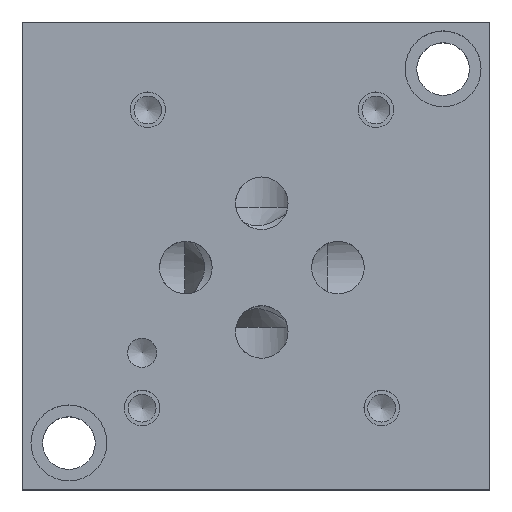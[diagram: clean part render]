
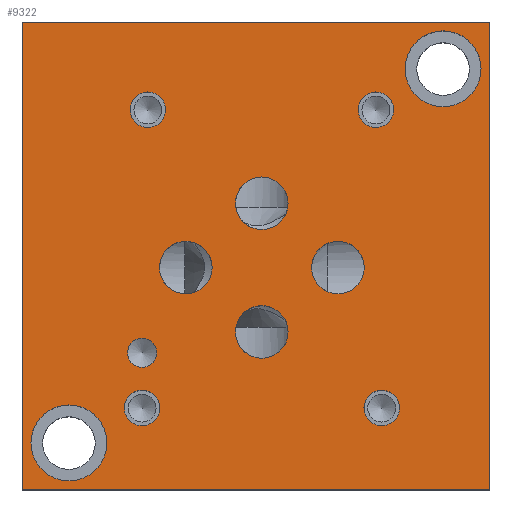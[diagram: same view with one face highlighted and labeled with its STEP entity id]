
A CAD part, top view. The second image highlights one B-rep face of the part: STEP entity #9322.
In plain terms, the highlighted planar face has unit normal (0, 0, 1).
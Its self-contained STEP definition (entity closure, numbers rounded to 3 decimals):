
#159=CIRCLE('',#9718,5.156);
#160=CIRCLE('',#9719,5.156);
#165=CIRCLE('',#9727,5.156);
#166=CIRCLE('',#9728,5.156);
#168=CIRCLE('',#9732,3.569);
#169=CIRCLE('',#9733,3.569);
#170=CIRCLE('',#9735,3.569);
#171=CIRCLE('',#9736,3.569);
#172=CIRCLE('',#9738,3.569);
#173=CIRCLE('',#9739,3.569);
#174=CIRCLE('',#9741,3.569);
#175=CIRCLE('',#9742,3.569);
#178=CIRCLE('',#9747,1.981);
#179=CIRCLE('',#9748,1.981);
#185=CIRCLE('',#9757,2.413);
#186=CIRCLE('',#9758,2.413);
#192=CIRCLE('',#9768,2.413);
#193=CIRCLE('',#9769,2.413);
#199=CIRCLE('',#9779,2.413);
#200=CIRCLE('',#9780,2.413);
#206=CIRCLE('',#9790,2.413);
#207=CIRCLE('',#9791,2.413);
#259=FACE_BOUND('',#1533,.T.);
#260=FACE_BOUND('',#1534,.T.);
#261=FACE_BOUND('',#1535,.T.);
#262=FACE_BOUND('',#1536,.T.);
#263=FACE_BOUND('',#1537,.T.);
#264=FACE_BOUND('',#1538,.T.);
#265=FACE_BOUND('',#1539,.T.);
#266=FACE_BOUND('',#1540,.T.);
#267=FACE_BOUND('',#1541,.T.);
#268=FACE_BOUND('',#1542,.T.);
#269=FACE_BOUND('',#1543,.T.);
#537=PLANE('',#9797);
#1009=FACE_OUTER_BOUND('',#1532,.T.);
#1532=EDGE_LOOP('',(#8295,#8296,#8297,#8298));
#1533=EDGE_LOOP('',(#8299,#8300));
#1534=EDGE_LOOP('',(#8301,#8302));
#1535=EDGE_LOOP('',(#8303,#8304));
#1536=EDGE_LOOP('',(#8305,#8306));
#1537=EDGE_LOOP('',(#8307,#8308));
#1538=EDGE_LOOP('',(#8309,#8310));
#1539=EDGE_LOOP('',(#8311,#8312));
#1540=EDGE_LOOP('',(#8313,#8314));
#1541=EDGE_LOOP('',(#8315,#8316));
#1542=EDGE_LOOP('',(#8317,#8318));
#1543=EDGE_LOOP('',(#8319,#8320));
#1630=LINE('',#12619,#2486);
#2281=LINE('',#15531,#3137);
#2341=LINE('',#15657,#3197);
#2402=LINE('',#16280,#3258);
#2486=VECTOR('',#9912,10.);
#3137=VECTOR('',#10989,10.);
#3197=VECTOR('',#11097,10.);
#3258=VECTOR('',#11572,10.);
#3689=VERTEX_POINT('',#12616);
#3690=VERTEX_POINT('',#12618);
#4250=VERTEX_POINT('',#15530);
#4292=VERTEX_POINT('',#15656);
#4388=VERTEX_POINT('',#16125);
#4389=VERTEX_POINT('',#16126);
#4394=VERTEX_POINT('',#16142);
#4395=VERTEX_POINT('',#16143);
#4397=VERTEX_POINT('',#16152);
#4398=VERTEX_POINT('',#16153);
#4399=VERTEX_POINT('',#16158);
#4400=VERTEX_POINT('',#16159);
#4401=VERTEX_POINT('',#16164);
#4402=VERTEX_POINT('',#16165);
#4403=VERTEX_POINT('',#16170);
#4404=VERTEX_POINT('',#16171);
#4408=VERTEX_POINT('',#16183);
#4409=VERTEX_POINT('',#16184);
#4416=VERTEX_POINT('',#16203);
#4417=VERTEX_POINT('',#16204);
#4424=VERTEX_POINT('',#16225);
#4425=VERTEX_POINT('',#16226);
#4432=VERTEX_POINT('',#16247);
#4433=VERTEX_POINT('',#16248);
#4440=VERTEX_POINT('',#16269);
#4441=VERTEX_POINT('',#16270);
#4627=EDGE_CURVE('',#3690,#3689,#1630,.T.);
#5466=EDGE_CURVE('',#4250,#3690,#2281,.T.);
#5528=EDGE_CURVE('',#4292,#4250,#2341,.T.);
#5664=EDGE_CURVE('',#4388,#4389,#159,.T.);
#5665=EDGE_CURVE('',#4389,#4388,#160,.T.);
#5672=EDGE_CURVE('',#4394,#4395,#165,.T.);
#5673=EDGE_CURVE('',#4395,#4394,#166,.T.);
#5677=EDGE_CURVE('',#4397,#4398,#168,.T.);
#5678=EDGE_CURVE('',#4398,#4397,#169,.T.);
#5680=EDGE_CURVE('',#4399,#4400,#170,.T.);
#5681=EDGE_CURVE('',#4400,#4399,#171,.T.);
#5683=EDGE_CURVE('',#4401,#4402,#172,.T.);
#5684=EDGE_CURVE('',#4402,#4401,#173,.T.);
#5686=EDGE_CURVE('',#4403,#4404,#174,.T.);
#5687=EDGE_CURVE('',#4404,#4403,#175,.T.);
#5692=EDGE_CURVE('',#4408,#4409,#178,.T.);
#5693=EDGE_CURVE('',#4409,#4408,#179,.T.);
#5701=EDGE_CURVE('',#4416,#4417,#185,.T.);
#5702=EDGE_CURVE('',#4417,#4416,#186,.T.);
#5711=EDGE_CURVE('',#4424,#4425,#192,.T.);
#5712=EDGE_CURVE('',#4425,#4424,#193,.T.);
#5721=EDGE_CURVE('',#4432,#4433,#199,.T.);
#5722=EDGE_CURVE('',#4433,#4432,#200,.T.);
#5731=EDGE_CURVE('',#4440,#4441,#206,.T.);
#5732=EDGE_CURVE('',#4441,#4440,#207,.T.);
#5736=EDGE_CURVE('',#3689,#4292,#2402,.T.);
#8295=ORIENTED_EDGE('',*,*,#4627,.T.);
#8296=ORIENTED_EDGE('',*,*,#5736,.T.);
#8297=ORIENTED_EDGE('',*,*,#5528,.T.);
#8298=ORIENTED_EDGE('',*,*,#5466,.T.);
#8299=ORIENTED_EDGE('',*,*,#5664,.T.);
#8300=ORIENTED_EDGE('',*,*,#5665,.T.);
#8301=ORIENTED_EDGE('',*,*,#5672,.T.);
#8302=ORIENTED_EDGE('',*,*,#5673,.T.);
#8303=ORIENTED_EDGE('',*,*,#5677,.T.);
#8304=ORIENTED_EDGE('',*,*,#5678,.T.);
#8305=ORIENTED_EDGE('',*,*,#5680,.T.);
#8306=ORIENTED_EDGE('',*,*,#5681,.T.);
#8307=ORIENTED_EDGE('',*,*,#5683,.T.);
#8308=ORIENTED_EDGE('',*,*,#5684,.T.);
#8309=ORIENTED_EDGE('',*,*,#5686,.T.);
#8310=ORIENTED_EDGE('',*,*,#5687,.T.);
#8311=ORIENTED_EDGE('',*,*,#5692,.T.);
#8312=ORIENTED_EDGE('',*,*,#5693,.T.);
#8313=ORIENTED_EDGE('',*,*,#5701,.T.);
#8314=ORIENTED_EDGE('',*,*,#5702,.T.);
#8315=ORIENTED_EDGE('',*,*,#5711,.T.);
#8316=ORIENTED_EDGE('',*,*,#5712,.T.);
#8317=ORIENTED_EDGE('',*,*,#5721,.T.);
#8318=ORIENTED_EDGE('',*,*,#5722,.T.);
#8319=ORIENTED_EDGE('',*,*,#5731,.T.);
#8320=ORIENTED_EDGE('',*,*,#5732,.T.);
#9322=ADVANCED_FACE('',(#1009,#259,#260,#261,#262,#263,#264,#265,#266,#267,
#268,#269),#537,.T.);
#9718=AXIS2_PLACEMENT_3D('',#16127,#11393,#11394);
#9719=AXIS2_PLACEMENT_3D('',#16128,#11395,#11396);
#9727=AXIS2_PLACEMENT_3D('',#16144,#11413,#11414);
#9728=AXIS2_PLACEMENT_3D('',#16145,#11415,#11416);
#9732=AXIS2_PLACEMENT_3D('',#16154,#11425,#11426);
#9733=AXIS2_PLACEMENT_3D('',#16155,#11427,#11428);
#9735=AXIS2_PLACEMENT_3D('',#16160,#11432,#11433);
#9736=AXIS2_PLACEMENT_3D('',#16161,#11434,#11435);
#9738=AXIS2_PLACEMENT_3D('',#16166,#11439,#11440);
#9739=AXIS2_PLACEMENT_3D('',#16167,#11441,#11442);
#9741=AXIS2_PLACEMENT_3D('',#16172,#11446,#11447);
#9742=AXIS2_PLACEMENT_3D('',#16173,#11448,#11449);
#9747=AXIS2_PLACEMENT_3D('',#16185,#11460,#11461);
#9748=AXIS2_PLACEMENT_3D('',#16186,#11462,#11463);
#9757=AXIS2_PLACEMENT_3D('',#16205,#11482,#11483);
#9758=AXIS2_PLACEMENT_3D('',#16206,#11484,#11485);
#9768=AXIS2_PLACEMENT_3D('',#16227,#11507,#11508);
#9769=AXIS2_PLACEMENT_3D('',#16228,#11509,#11510);
#9779=AXIS2_PLACEMENT_3D('',#16249,#11532,#11533);
#9780=AXIS2_PLACEMENT_3D('',#16250,#11534,#11535);
#9790=AXIS2_PLACEMENT_3D('',#16271,#11557,#11558);
#9791=AXIS2_PLACEMENT_3D('',#16272,#11559,#11560);
#9797=AXIS2_PLACEMENT_3D('',#16282,#11575,#11576);
#9912=DIRECTION('',(1.,0.,0.));
#10989=DIRECTION('',(0.,-1.,0.));
#11097=DIRECTION('',(-1.,0.,0.));
#11393=DIRECTION('center_axis',(0.,0.,-1.));
#11394=DIRECTION('ref_axis',(1.,0.,0.));
#11395=DIRECTION('center_axis',(0.,0.,-1.));
#11396=DIRECTION('ref_axis',(1.,0.,0.));
#11413=DIRECTION('center_axis',(0.,0.,-1.));
#11414=DIRECTION('ref_axis',(1.,0.,0.));
#11415=DIRECTION('center_axis',(0.,0.,-1.));
#11416=DIRECTION('ref_axis',(1.,0.,0.));
#11425=DIRECTION('center_axis',(0.,0.,-1.));
#11426=DIRECTION('ref_axis',(1.,0.,0.));
#11427=DIRECTION('center_axis',(0.,0.,-1.));
#11428=DIRECTION('ref_axis',(1.,0.,0.));
#11432=DIRECTION('center_axis',(0.,0.,-1.));
#11433=DIRECTION('ref_axis',(1.,0.,0.));
#11434=DIRECTION('center_axis',(0.,0.,-1.));
#11435=DIRECTION('ref_axis',(1.,0.,0.));
#11439=DIRECTION('center_axis',(0.,0.,-1.));
#11440=DIRECTION('ref_axis',(1.,0.,0.));
#11441=DIRECTION('center_axis',(0.,0.,-1.));
#11442=DIRECTION('ref_axis',(1.,0.,0.));
#11446=DIRECTION('center_axis',(0.,0.,-1.));
#11447=DIRECTION('ref_axis',(1.,0.,0.));
#11448=DIRECTION('center_axis',(0.,0.,-1.));
#11449=DIRECTION('ref_axis',(1.,0.,0.));
#11460=DIRECTION('center_axis',(0.,0.,-1.));
#11461=DIRECTION('ref_axis',(1.,0.,0.));
#11462=DIRECTION('center_axis',(0.,0.,-1.));
#11463=DIRECTION('ref_axis',(1.,0.,0.));
#11482=DIRECTION('center_axis',(0.,0.,-1.));
#11483=DIRECTION('ref_axis',(1.,0.,0.));
#11484=DIRECTION('center_axis',(0.,0.,-1.));
#11485=DIRECTION('ref_axis',(1.,0.,0.));
#11507=DIRECTION('center_axis',(0.,0.,-1.));
#11508=DIRECTION('ref_axis',(1.,0.,0.));
#11509=DIRECTION('center_axis',(0.,0.,-1.));
#11510=DIRECTION('ref_axis',(1.,0.,0.));
#11532=DIRECTION('center_axis',(0.,0.,-1.));
#11533=DIRECTION('ref_axis',(1.,0.,0.));
#11534=DIRECTION('center_axis',(0.,0.,-1.));
#11535=DIRECTION('ref_axis',(1.,0.,0.));
#11557=DIRECTION('center_axis',(0.,0.,-1.));
#11558=DIRECTION('ref_axis',(1.,0.,0.));
#11559=DIRECTION('center_axis',(0.,0.,-1.));
#11560=DIRECTION('ref_axis',(1.,0.,0.));
#11572=DIRECTION('',(0.,1.,0.));
#11575=DIRECTION('center_axis',(0.,0.,1.));
#11576=DIRECTION('ref_axis',(1.,0.,0.));
#12616=CARTESIAN_POINT('',(63.5,0.,25.4));
#12618=CARTESIAN_POINT('',(0.,0.,25.4));
#12619=CARTESIAN_POINT('',(0.,0.,25.4));
#15530=CARTESIAN_POINT('',(0.,63.5,25.4));
#15531=CARTESIAN_POINT('',(0.,63.5,25.4));
#15656=CARTESIAN_POINT('',(63.5,63.5,25.4));
#15657=CARTESIAN_POINT('',(63.5,63.5,25.4));
#16125=CARTESIAN_POINT('',(62.306,57.137,25.4));
#16126=CARTESIAN_POINT('',(51.994,57.137,25.4));
#16127=CARTESIAN_POINT('Origin',(57.15,57.137,25.4));
#16128=CARTESIAN_POINT('Origin',(57.15,57.137,25.4));
#16142=CARTESIAN_POINT('',(11.506,6.35,25.4));
#16143=CARTESIAN_POINT('',(1.194,6.35,25.4));
#16144=CARTESIAN_POINT('Origin',(6.35,6.35,25.4));
#16145=CARTESIAN_POINT('Origin',(6.35,6.35,25.4));
#16152=CARTESIAN_POINT('',(36.106,38.887,25.4));
#16153=CARTESIAN_POINT('',(28.969,38.887,25.4));
#16154=CARTESIAN_POINT('Origin',(32.537,38.887,25.4));
#16155=CARTESIAN_POINT('Origin',(32.537,38.887,25.4));
#16158=CARTESIAN_POINT('',(25.794,30.15,25.4));
#16159=CARTESIAN_POINT('',(18.656,30.15,25.4));
#16160=CARTESIAN_POINT('Origin',(22.225,30.15,25.4));
#16161=CARTESIAN_POINT('Origin',(22.225,30.15,25.4));
#16164=CARTESIAN_POINT('',(46.444,30.15,25.4));
#16165=CARTESIAN_POINT('',(39.307,30.15,25.4));
#16166=CARTESIAN_POINT('Origin',(42.875,30.15,25.4));
#16167=CARTESIAN_POINT('Origin',(42.875,30.15,25.4));
#16170=CARTESIAN_POINT('',(36.106,21.412,25.4));
#16171=CARTESIAN_POINT('',(28.969,21.412,25.4));
#16172=CARTESIAN_POINT('Origin',(32.537,21.412,25.4));
#16173=CARTESIAN_POINT('Origin',(32.537,21.412,25.4));
#16183=CARTESIAN_POINT('',(18.263,18.593,25.4));
#16184=CARTESIAN_POINT('',(14.3,18.593,25.4));
#16185=CARTESIAN_POINT('Origin',(16.281,18.593,25.4));
#16186=CARTESIAN_POINT('Origin',(16.281,18.593,25.4));
#16203=CARTESIAN_POINT('',(51.232,11.1,25.4));
#16204=CARTESIAN_POINT('',(46.406,11.1,25.4));
#16205=CARTESIAN_POINT('Origin',(48.819,11.1,25.4));
#16206=CARTESIAN_POINT('Origin',(48.819,11.1,25.4));
#16225=CARTESIAN_POINT('',(19.482,51.587,25.4));
#16226=CARTESIAN_POINT('',(14.656,51.587,25.4));
#16227=CARTESIAN_POINT('Origin',(17.069,51.587,25.4));
#16228=CARTESIAN_POINT('Origin',(17.069,51.587,25.4));
#16247=CARTESIAN_POINT('',(50.444,51.587,25.4));
#16248=CARTESIAN_POINT('',(45.618,51.587,25.4));
#16249=CARTESIAN_POINT('Origin',(48.031,51.587,25.4));
#16250=CARTESIAN_POINT('Origin',(48.031,51.587,25.4));
#16269=CARTESIAN_POINT('',(18.694,11.1,25.4));
#16270=CARTESIAN_POINT('',(13.868,11.1,25.4));
#16271=CARTESIAN_POINT('Origin',(16.281,11.1,25.4));
#16272=CARTESIAN_POINT('Origin',(16.281,11.1,25.4));
#16280=CARTESIAN_POINT('',(63.5,0.,25.4));
#16282=CARTESIAN_POINT('Origin',(31.75,31.75,25.4));
